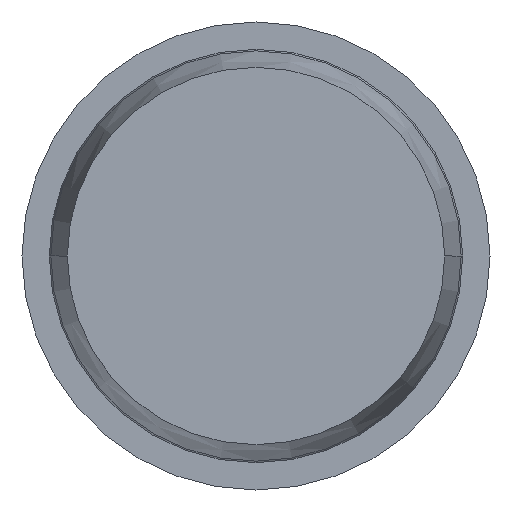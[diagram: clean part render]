
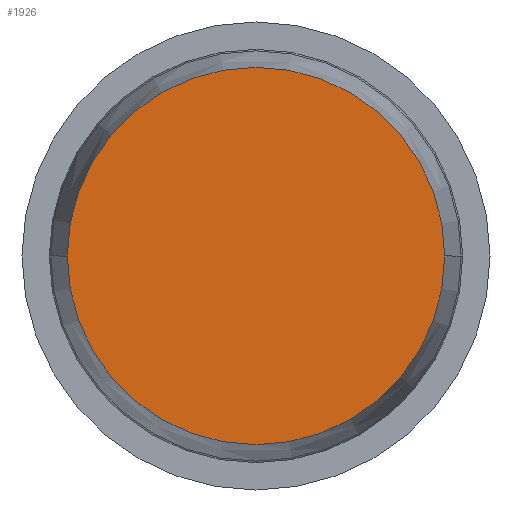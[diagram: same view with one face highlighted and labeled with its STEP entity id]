
A CAD part, front view. The second image highlights one B-rep face of the part: STEP entity #1926.
In plain terms, the highlighted planar face has unit normal (0, -1, 0).
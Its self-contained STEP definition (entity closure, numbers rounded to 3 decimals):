
#64 = CARTESIAN_POINT ( 'NONE',  ( 0., -19., 0. ) ) ;
#131 = FACE_OUTER_BOUND ( 'NONE', #273, .T. ) ;
#273 = EDGE_LOOP ( 'NONE', ( #3527, #2558 ) ) ;
#282 = EDGE_CURVE ( 'Defeature ausgef�hrt1_0+Defeature ausgef�hrt1_10+Defeature ausgef�hrt1_10+Defeature ausgef�hrt1_10', #2557, #3945, #4074, .T. ) ;
#312 = CARTESIAN_POINT ( 'NONE',  ( -1.209, -19., 0. ) ) ;
#451 = CARTESIAN_POINT ( 'NONE',  ( 1.209, -19., 0. ) ) ;
#466 = DIRECTION ( 'NONE',  ( 1., 0., 0. ) ) ;
#595 = DIRECTION ( 'NONE',  ( 0., -1., 0. ) ) ;
#669 = DIRECTION ( 'NONE',  ( 1., 0., 0. ) ) ;
#786 = CARTESIAN_POINT ( 'NONE',  ( 0., -19., 0. ) ) ;
#1056 = AXIS2_PLACEMENT_3D ( 'NONE', #64, #2240, #466 ) ;
#1878 = DIRECTION ( 'NONE',  ( 1., 0., 0. ) ) ;
#1926 = ADVANCED_FACE ( 'Defeature ausgef�hrt1_0', ( #131 ), #2909, .T. ) ;
#2015 = DIRECTION ( 'NONE',  ( 0., -1., 0. ) ) ;
#2240 = DIRECTION ( 'NONE',  ( 0., -1., 0. ) ) ;
#2557 = VERTEX_POINT ( 'NONE', #312 ) ;
#2558 = ORIENTED_EDGE ( 'NONE', *, *, #3052, .T. ) ;
#2653 = CIRCLE ( 'NONE', #3852, 1.209 ) ;
#2909 = PLANE ( 'NONE',  #1056 ) ;
#2999 = AXIS2_PLACEMENT_3D ( 'NONE', #3202, #2015, #669 ) ;
#3052 = EDGE_CURVE ( 'Defeature ausgef�hrt1_0+Defeature ausgef�hrt1_10+Defeature ausgef�hrt1_10+Defeature ausgef�hrt1_10', #3945, #2557, #2653, .T. ) ;
#3202 = CARTESIAN_POINT ( 'NONE',  ( 0., -19., 0. ) ) ;
#3527 = ORIENTED_EDGE ( 'NONE', *, *, #282, .T. ) ;
#3852 = AXIS2_PLACEMENT_3D ( 'NONE', #786, #595, #1878 ) ;
#3945 = VERTEX_POINT ( 'NONE', #451 ) ;
#4074 = CIRCLE ( 'NONE', #2999, 1.209 ) ;
